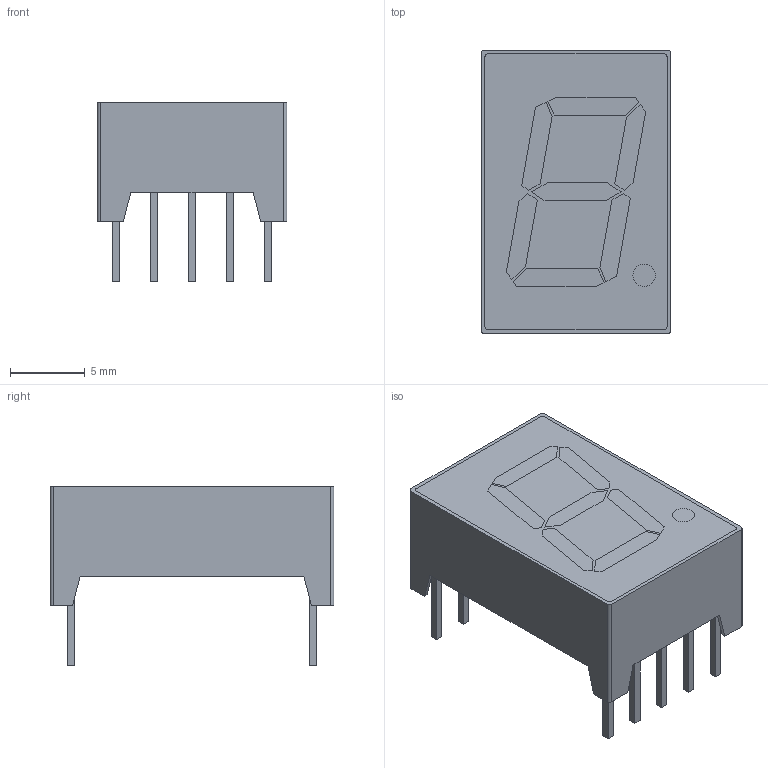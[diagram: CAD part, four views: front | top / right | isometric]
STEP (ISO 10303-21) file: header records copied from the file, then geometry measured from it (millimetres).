
FILE_DESCRIPTION(('FreeCAD Model'),'2;1');
FILE_NAME('Open CASCADE Shape Model','2022-04-21T16:27:37',('Author'),( ''),'Open CASCADE STEP processor 7.5','FreeCAD','Unknown');
FILE_SCHEMA(('AUTOMOTIVE_DESIGN { 1 0 10303 214 1 1 1 1 }'));
Length unit declared in the file: millimetre
Products named in the file (24): _SEG_SA05; LEDs; A; DP; G; B; C; D; E; F; Pin; Pins; Pins001; Pins002; Pins003; Pins004; Pins005; Pins006; Pins007; Pins008; Pins009; Body003; Body; Body002
Assembly tree (23 placements, depth 3):
  _SEG_SA05
    LEDs
      A
      DP
      G
      B
      C
      D
      E
      F
    Pin
      Pins
      Pins001
      Pins002
      Pins003
      Pins004
      Pins005
      Pins006
      Pins007
      Pins008
      Pins009
    Body003
      Body
      Body002
Bounding box: 12.7 x 19 x 12.01 mm (x, y, z)
Volume: 1028.4 mm3; surface area: 1798.2 mm2
Topology: 20 solids, 20 shells, 170 faces, 393 edges, 262 vertices
Faces by surface type: plane 157, cylinder 13
Full cylindrical faces by diameter (mm): 1.5 x1
Entity records: 10473 total; most frequent: CARTESIAN_POINT 1683, DIRECTION 1585, LINE 1127, VECTOR 1127, ORIENTED_EDGE 786, PCURVE 786, DEFINITIONAL_REPRESENTATION 786, EDGE_CURVE 393
